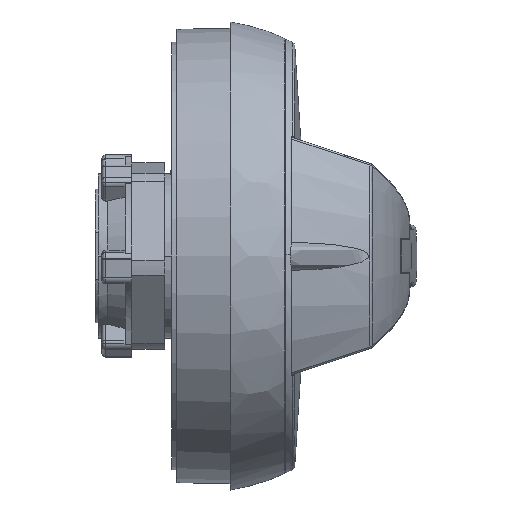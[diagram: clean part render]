
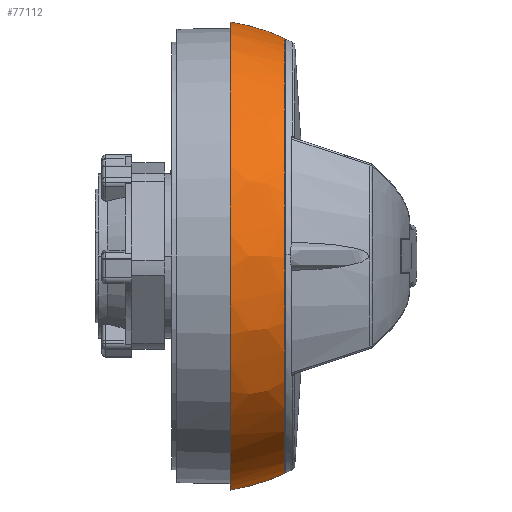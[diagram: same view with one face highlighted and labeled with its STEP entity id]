
A CAD part, left-side view. The second image highlights one B-rep face of the part: STEP entity #77112.
In plain terms, the highlighted free-form (B-spline) face has degree [3, 3] with [4, 4] control points.
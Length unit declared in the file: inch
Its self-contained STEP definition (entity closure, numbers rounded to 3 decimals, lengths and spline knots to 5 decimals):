
#696 = DIRECTION ( 'NONE',  ( 0., 0., -1. ) ) ;
#2321 = EDGE_CURVE ( 'NONE', #92128, #118616, #132908, .T. ) ;
#4127 = CARTESIAN_POINT ( 'NONE',  ( 13.84683, -7.91495, 11.24004 ) ) ;
#7434 = DIRECTION ( 'NONE',  ( 1., 0., 0. ) ) ;
#15952 = CIRCLE ( 'NONE', #131672, 1.1391 ) ;
#17238 = CARTESIAN_POINT ( 'NONE',  ( 16.61404, -8.02469, 8.50592 ) ) ;
#20017 = CARTESIAN_POINT ( 'NONE',  ( 13.81428, -7.80149, 11.25632 ) ) ;
#24603 = EDGE_CURVE ( 'NONE', #159158, #118616, #15952, .T. ) ;
#30313 = CARTESIAN_POINT ( 'NONE',  ( 13.91301, -8.02469, 11.20695 ) ) ;
#31380 = CARTESIAN_POINT ( 'NONE',  ( 16.61404, -8.12824, 11.1578 ) ) ;
#33430 = CARTESIAN_POINT ( 'NONE',  ( 14.01131, -8.12824, 8.55508 ) ) ;
#35960 =( BOUNDED_CURVE ( )  B_SPLINE_CURVE ( 3, ( #111139, #20017, #136850, #124308 ),
 .UNSPECIFIED., .F., .F. ) 
 B_SPLINE_CURVE_WITH_KNOTS ( ( 4, 4 ),
 ( 0., 1. ),
 .UNSPECIFIED. ) 
 CURVE ( )  GEOMETRIC_REPRESENTATION_ITEM ( )  RATIONAL_B_SPLINE_CURVE ( ( 1., 0.333, 0.333, 1. ) ) 
 REPRESENTATION_ITEM ( '' )  );
#43430 = CARTESIAN_POINT ( 'NONE',  ( 16.61404, -8.12824, 8.55508 ) ) ;
#44133 = EDGE_CURVE ( 'NONE', #140994, #92128, #65792, .T. ) ;
#46540 = CARTESIAN_POINT ( 'NONE',  ( 14.01131, -8.12824, 11.1578 ) ) ;
#56041 = CARTESIAN_POINT ( 'NONE',  ( 13.81428, -7.80149, 8.45656 ) ) ;
#56593 = CARTESIAN_POINT ( 'NONE',  ( 14.01131, -8.12824, 11.1578 ) ) ;
#59657 = CARTESIAN_POINT ( 'NONE',  ( 16.61404, -8.12824, 8.55508 ) ) ;
#65792 = CIRCLE ( 'NONE', #87280, 1.1391 ) ;
#69161 = CARTESIAN_POINT ( 'NONE',  ( 16.61404, -7.80149, 11.25632 ) ) ;
#76817 = CARTESIAN_POINT ( 'NONE',  ( 16.61404, -7.80149, 8.45656 ) ) ;
#77112 = ADVANCED_FACE ( 'NONE', ( #128098 ), #115452, .T. ) ;
#78767 = DIRECTION ( 'NONE',  ( -1., 0., 0. ) ) ;
#82165 = CARTESIAN_POINT ( 'NONE',  ( 13.84683, -7.91495, 8.47283 ) ) ;
#85501 = CARTESIAN_POINT ( 'NONE',  ( 16.61404, -7.63974, 10.12877 ) ) ;
#85965 = EDGE_CURVE ( 'NONE', #159158, #140994, #35960, .T. ) ;
#87280 = AXIS2_PLACEMENT_3D ( 'NONE', #156881, #78767, #696 ) ;
#92128 = VERTEX_POINT ( 'NONE', #133874 ) ;
#92508 = CARTESIAN_POINT ( 'NONE',  ( 16.61404, -7.80149, 11.25632 ) ) ;
#95267 = CARTESIAN_POINT ( 'NONE',  ( 16.61404, -7.91495, 11.24004 ) ) ;
#98593 = DIRECTION ( 'NONE',  ( 0., 0., 1. ) ) ;
#101907 = ORIENTED_EDGE ( 'NONE', *, *, #24603, .F. ) ;
#108358 = CARTESIAN_POINT ( 'NONE',  ( 13.91301, -8.02469, 8.50592 ) ) ;
#111139 = CARTESIAN_POINT ( 'NONE',  ( 16.61404, -7.80149, 11.25632 ) ) ;
#115452 =( BOUNDED_SURFACE ( )  B_SPLINE_SURFACE ( 3, 3, ( 
 ( #132349, #56041, #147107, #69161 ),
 ( #160260, #82165, #4127, #95267 ),
 ( #17238, #108358, #30313, #121536 ),
 ( #43430, #134593, #56593, #147677 ) ),
 .UNSPECIFIED., .F., .F., .F. ) 
 B_SPLINE_SURFACE_WITH_KNOTS ( ( 4, 4 ),
 ( 4, 4 ),
 ( 0., 1. ),
 ( 0., 1. ),
 .UNSPECIFIED. ) 
 GEOMETRIC_REPRESENTATION_ITEM ( )  RATIONAL_B_SPLINE_SURFACE ( (
 ( 1., 0.333, 0.333, 1.),
 ( 0.992, 0.331, 0.331, 0.992),
 ( 0.992, 0.331, 0.331, 0.992),
 ( 1., 0.333, 0.333, 1.) ) ) 
 REPRESENTATION_ITEM ( '' )  SURFACE ( )  );
#118616 = VERTEX_POINT ( 'NONE', #31380 ) ;
#121536 = CARTESIAN_POINT ( 'NONE',  ( 16.61404, -8.02469, 11.20695 ) ) ;
#124308 = CARTESIAN_POINT ( 'NONE',  ( 16.61404, -7.80149, 8.45656 ) ) ;
#128098 = FACE_OUTER_BOUND ( 'NONE', #150091, .T. ) ;
#129586 = ORIENTED_EDGE ( 'NONE', *, *, #44133, .T. ) ;
#131672 = AXIS2_PLACEMENT_3D ( 'NONE', #85501, #7434, #98593 ) ;
#132349 = CARTESIAN_POINT ( 'NONE',  ( 16.61404, -7.80149, 8.45656 ) ) ;
#132908 =( BOUNDED_CURVE ( )  B_SPLINE_CURVE ( 3, ( #59657, #33430, #46540, #150836 ),
 .UNSPECIFIED., .F., .F. ) 
 B_SPLINE_CURVE_WITH_KNOTS ( ( 4, 4 ),
 ( 0., 1. ),
 .UNSPECIFIED. ) 
 CURVE ( )  GEOMETRIC_REPRESENTATION_ITEM ( )  RATIONAL_B_SPLINE_CURVE ( ( 1., 0.333, 0.333, 1. ) ) 
 REPRESENTATION_ITEM ( '' )  );
#133874 = CARTESIAN_POINT ( 'NONE',  ( 16.61404, -8.12824, 8.55508 ) ) ;
#134593 = CARTESIAN_POINT ( 'NONE',  ( 14.01131, -8.12824, 8.55508 ) ) ;
#136850 = CARTESIAN_POINT ( 'NONE',  ( 13.81428, -7.80149, 8.45656 ) ) ;
#138745 = ORIENTED_EDGE ( 'NONE', *, *, #2321, .T. ) ;
#140994 = VERTEX_POINT ( 'NONE', #76817 ) ;
#141510 = ORIENTED_EDGE ( 'NONE', *, *, #85965, .T. ) ;
#147107 = CARTESIAN_POINT ( 'NONE',  ( 13.81428, -7.80149, 11.25632 ) ) ;
#147677 = CARTESIAN_POINT ( 'NONE',  ( 16.61404, -8.12824, 11.1578 ) ) ;
#150091 = EDGE_LOOP ( 'NONE', ( #101907, #141510, #129586, #138745 ) ) ;
#150836 = CARTESIAN_POINT ( 'NONE',  ( 16.61404, -8.12824, 11.1578 ) ) ;
#156881 = CARTESIAN_POINT ( 'NONE',  ( 16.61404, -7.63974, 9.58411 ) ) ;
#159158 = VERTEX_POINT ( 'NONE', #92508 ) ;
#160260 = CARTESIAN_POINT ( 'NONE',  ( 16.61404, -7.91495, 8.47283 ) ) ;
